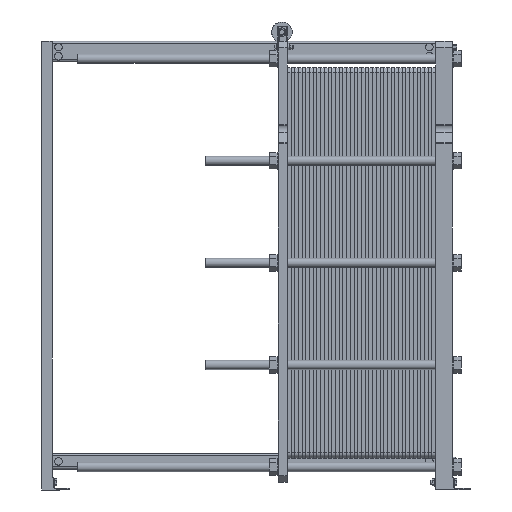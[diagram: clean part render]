
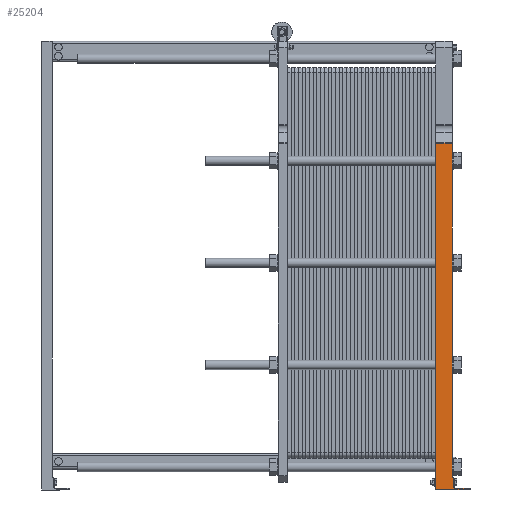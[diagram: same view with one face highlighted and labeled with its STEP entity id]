
A CAD part, left-side view. The second image highlights one B-rep face of the part: STEP entity #25204.
In plain terms, the highlighted planar face has unit normal (-1, 0, 0).
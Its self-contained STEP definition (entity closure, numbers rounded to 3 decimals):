
#4563=PLANE('',#26613);
#5433=FACE_OUTER_BOUND('',#6771,.T.);
#6771=EDGE_LOOP('',(#20971,#20972,#20973,#20974,#20975,#20976,#20977,#20978,
#20979,#20980,#20981,#20982,#20983,#20984,#20985,#20986,#20987,#20988,#20989));
#7863=CIRCLE('',#26583,3.5);
#7866=CIRCLE('',#26594,3.5);
#7867=CIRCLE('',#26597,7.);
#9665=LINE('',#38193,#12483);
#9666=LINE('',#38203,#12484);
#9671=LINE('',#38253,#12489);
#9672=LINE('',#38263,#12490);
#9882=LINE('',#38965,#12700);
#9914=LINE('',#39087,#12732);
#9926=LINE('',#39114,#12744);
#9928=LINE('',#39120,#12746);
#9929=LINE('',#39123,#12747);
#9943=LINE('',#39160,#12761);
#9944=LINE('',#39161,#12762);
#9945=LINE('',#39162,#12763);
#9946=LINE('',#39163,#12764);
#9947=LINE('',#39164,#12765);
#9956=LINE('',#39189,#12774);
#9957=LINE('',#39190,#12775);
#12483=VECTOR('',#29676,10.);
#12484=VECTOR('',#29689,10.);
#12489=VECTOR('',#29754,10.);
#12490=VECTOR('',#29767,10.);
#12700=VECTOR('',#30467,10.);
#12732=VECTOR('',#30575,10.);
#12744=VECTOR('',#30603,10.);
#12746=VECTOR('',#30611,10.);
#12747=VECTOR('',#30614,10.);
#12761=VECTOR('',#30642,10.);
#12762=VECTOR('',#30643,10.);
#12763=VECTOR('',#30644,10.);
#12764=VECTOR('',#30645,10.);
#12765=VECTOR('',#30646,10.);
#12774=VECTOR('',#30669,10.);
#12775=VECTOR('',#30670,10.);
#15254=VERTEX_POINT('',#38188);
#15255=VERTEX_POINT('',#38189);
#15257=VERTEX_POINT('',#38198);
#15258=VERTEX_POINT('',#38199);
#15272=VERTEX_POINT('',#38248);
#15273=VERTEX_POINT('',#38249);
#15275=VERTEX_POINT('',#38258);
#15276=VERTEX_POINT('',#38259);
#15522=VERTEX_POINT('',#38962);
#15523=VERTEX_POINT('',#38964);
#15571=VERTEX_POINT('',#39071);
#15572=VERTEX_POINT('',#39073);
#15575=VERTEX_POINT('',#39085);
#15580=VERTEX_POINT('',#39106);
#15581=VERTEX_POINT('',#39108);
#15582=VERTEX_POINT('',#39112);
#15583=VERTEX_POINT('',#39116);
#15584=VERTEX_POINT('',#39122);
#15600=VERTEX_POINT('',#39158);
#17170=EDGE_CURVE('',#15254,#15255,#9665,.T.);
#17174=EDGE_CURVE('',#15257,#15258,#9666,.T.);
#17194=EDGE_CURVE('',#15272,#15273,#9671,.T.);
#17198=EDGE_CURVE('',#15275,#15276,#9672,.T.);
#17512=EDGE_CURVE('',#15523,#15522,#9882,.T.);
#17565=EDGE_CURVE('',#15572,#15571,#7863,.T.);
#17572=EDGE_CURVE('',#15571,#15575,#9914,.T.);
#17583=EDGE_CURVE('',#15581,#15580,#7866,.T.);
#17586=EDGE_CURVE('',#15580,#15582,#9926,.T.);
#17588=EDGE_CURVE('',#15582,#15583,#7867,.T.);
#17589=EDGE_CURVE('',#15583,#15572,#9928,.T.);
#17590=EDGE_CURVE('',#15584,#15581,#9929,.T.);
#17610=EDGE_CURVE('',#15600,#15275,#9943,.T.);
#17611=EDGE_CURVE('',#15276,#15257,#9944,.T.);
#17612=EDGE_CURVE('',#15258,#15272,#9945,.T.);
#17613=EDGE_CURVE('',#15273,#15254,#9946,.T.);
#17614=EDGE_CURVE('',#15255,#15575,#9947,.T.);
#17629=EDGE_CURVE('',#15522,#15584,#9956,.T.);
#17630=EDGE_CURVE('',#15523,#15600,#9957,.T.);
#20971=ORIENTED_EDGE('',*,*,#17512,.T.);
#20972=ORIENTED_EDGE('',*,*,#17629,.T.);
#20973=ORIENTED_EDGE('',*,*,#17590,.T.);
#20974=ORIENTED_EDGE('',*,*,#17583,.T.);
#20975=ORIENTED_EDGE('',*,*,#17586,.T.);
#20976=ORIENTED_EDGE('',*,*,#17588,.T.);
#20977=ORIENTED_EDGE('',*,*,#17589,.T.);
#20978=ORIENTED_EDGE('',*,*,#17565,.T.);
#20979=ORIENTED_EDGE('',*,*,#17572,.T.);
#20980=ORIENTED_EDGE('',*,*,#17614,.F.);
#20981=ORIENTED_EDGE('',*,*,#17170,.F.);
#20982=ORIENTED_EDGE('',*,*,#17613,.F.);
#20983=ORIENTED_EDGE('',*,*,#17194,.F.);
#20984=ORIENTED_EDGE('',*,*,#17612,.F.);
#20985=ORIENTED_EDGE('',*,*,#17174,.F.);
#20986=ORIENTED_EDGE('',*,*,#17611,.F.);
#20987=ORIENTED_EDGE('',*,*,#17198,.F.);
#20988=ORIENTED_EDGE('',*,*,#17610,.F.);
#20989=ORIENTED_EDGE('',*,*,#17630,.F.);
#25204=ADVANCED_FACE('',(#5433),#4563,.T.);
#26583=AXIS2_PLACEMENT_3D('',#39074,#30560,#30561);
#26594=AXIS2_PLACEMENT_3D('',#39109,#30597,#30598);
#26597=AXIS2_PLACEMENT_3D('',#39118,#30607,#30608);
#26613=AXIS2_PLACEMENT_3D('',#39188,#30667,#30668);
#29676=DIRECTION('',(0.,0.,-1.));
#29689=DIRECTION('',(0.,0.,-1.));
#29754=DIRECTION('',(0.,0.,-1.));
#29767=DIRECTION('',(0.,0.,-1.));
#30467=DIRECTION('',(0.,0.,-1.));
#30560=DIRECTION('center_axis',(-1.,0.,0.));
#30561=DIRECTION('ref_axis',(0.,0.,-1.));
#30575=DIRECTION('',(0.,1.,0.));
#30597=DIRECTION('center_axis',(-1.,0.,0.));
#30598=DIRECTION('ref_axis',(0.,0.,-1.));
#30603=DIRECTION('',(0.,1.,0.));
#30607=DIRECTION('center_axis',(1.,0.,0.));
#30608=DIRECTION('ref_axis',(0.,0.,-1.));
#30611=DIRECTION('',(0.,0.,1.));
#30614=DIRECTION('',(0.,0.,1.));
#30642=DIRECTION('',(0.,0.,-1.));
#30643=DIRECTION('',(0.,0.,-1.));
#30644=DIRECTION('',(0.,0.,-1.));
#30645=DIRECTION('',(0.,0.,-1.));
#30646=DIRECTION('',(0.,0.,-1.));
#30667=DIRECTION('center_axis',(-1.,0.,0.));
#30668=DIRECTION('ref_axis',(0.,0.,
-1.));
#30669=DIRECTION('',(0.,-1.,0.));
#30670=DIRECTION('',(0.,-1.,0.));
#38188=CARTESIAN_POINT('',(-240.,-65.,108.241));
#38189=CARTESIAN_POINT('',(-240.,-65.,71.759));
#38193=CARTESIAN_POINT('',(-240.,-65.,1355.23));
#38198=CARTESIAN_POINT('',(-240.,-65.,906.241));
#38199=CARTESIAN_POINT('',(-240.,-65.,869.759));
#38203=CARTESIAN_POINT('',(-240.,-65.,1355.23));
#38248=CARTESIAN_POINT('',(-240.,-65.,507.241));
#38249=CARTESIAN_POINT('',(-240.,-65.,470.759));
#38253=CARTESIAN_POINT('',(-240.,-65.,1355.23));
#38258=CARTESIAN_POINT('',(-240.,-65.,1305.241));
#38259=CARTESIAN_POINT('',(-240.,-65.,1268.759));
#38263=CARTESIAN_POINT('',(-240.,-65.,1355.23));
#38962=CARTESIAN_POINT('',(-240.,0.,0.));
#38964=CARTESIAN_POINT('',(-240.,0.,1355.23));
#38965=CARTESIAN_POINT('',(-240.,0.,1355.23));
#39071=CARTESIAN_POINT('',(-240.,-67.5,50.));
#39073=CARTESIAN_POINT('',(-240.,-71.,46.5));
#39074=CARTESIAN_POINT('Origin',(-240.,-67.5,46.5));
#39085=CARTESIAN_POINT('',(-240.,-65.,50.));
#39087=CARTESIAN_POINT('',(-240.,-67.5,50.));
#39106=CARTESIAN_POINT('',(-240.,-131.5,6.));
#39108=CARTESIAN_POINT('',(-240.,-135.,2.5));
#39109=CARTESIAN_POINT('Origin',(-240.,-131.5,2.5));
#39112=CARTESIAN_POINT('',(-240.,-78.,6.));
#39114=CARTESIAN_POINT('',(-240.,-131.5,6.));
#39116=CARTESIAN_POINT('',(-240.,-71.,13.));
#39118=CARTESIAN_POINT('Origin',(-240.,-78.,13.));
#39120=CARTESIAN_POINT('',(-240.,-71.,13.));
#39122=CARTESIAN_POINT('',(-240.,-135.,0.));
#39123=CARTESIAN_POINT('',(-240.,-135.,0.));
#39158=CARTESIAN_POINT('',(-240.,-65.,1355.23));
#39160=CARTESIAN_POINT('',(-240.,-65.,1355.23));
#39161=CARTESIAN_POINT('',(-240.,-65.,1355.23));
#39162=CARTESIAN_POINT('',(-240.,-65.,1355.23));
#39163=CARTESIAN_POINT('',(-240.,-65.,1355.23));
#39164=CARTESIAN_POINT('',(-240.,-65.,1355.23));
#39188=CARTESIAN_POINT('Origin',(-240.,0.,1355.23));
#39189=CARTESIAN_POINT('',(-240.,0.,0.));
#39190=CARTESIAN_POINT('',(-240.,0.,1355.23));
